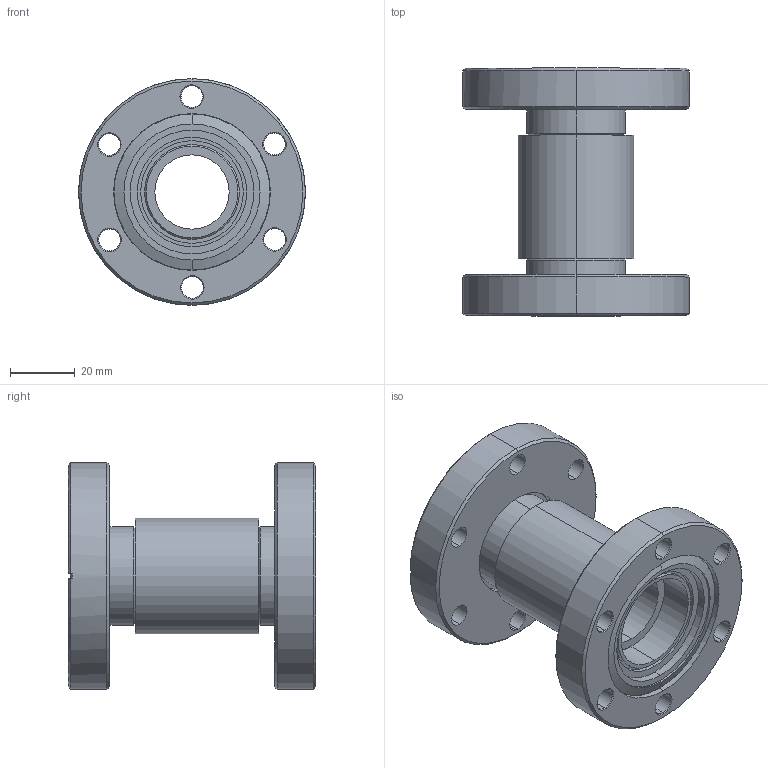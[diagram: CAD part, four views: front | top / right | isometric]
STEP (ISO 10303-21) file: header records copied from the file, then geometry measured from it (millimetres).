
FILE_DESCRIPTION (( 'STEP AP214' ), '1' );
FILE_NAME ('271-CB20K-23-C40.STEP', '2017-02-02T16:41:21', ( '' ), ( '' ), 'SwSTEP 2.0', 'SolidWorks 2014', '' );
FILE_SCHEMA (( 'AUTOMOTIVE_DESIGN' ));
Length unit declared in the file: millimetre
Products named in the file (1): 271-CB20K-23-C40
Bounding box: 69.85 x 76.25 x 69.85 mm (x, y, z)
Volume: 90194 mm3; surface area: 38719 mm2
Topology: 1 solids, 1 shells, 152 faces, 342 edges, 210 vertices
Faces by surface type: cylinder 77, cone 47, plane 28
Entity records: 4366 total; most frequent: DIRECTION 846, CARTESIAN_POINT 717, ORIENTED_EDGE 684, AXIS2_PLACEMENT_3D 355, EDGE_CURVE 342, VERTEX_POINT 210, CIRCLE 202, EDGE_LOOP 196
